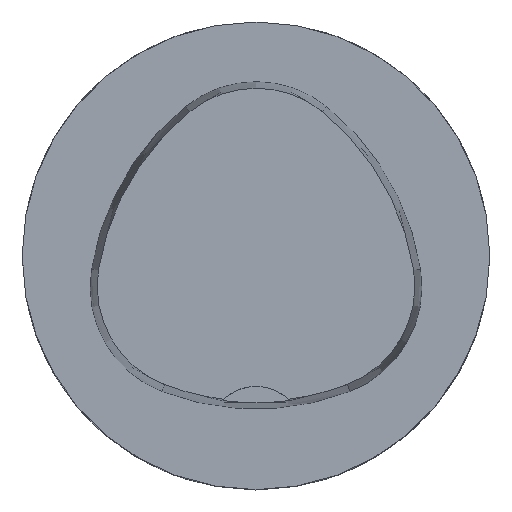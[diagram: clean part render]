
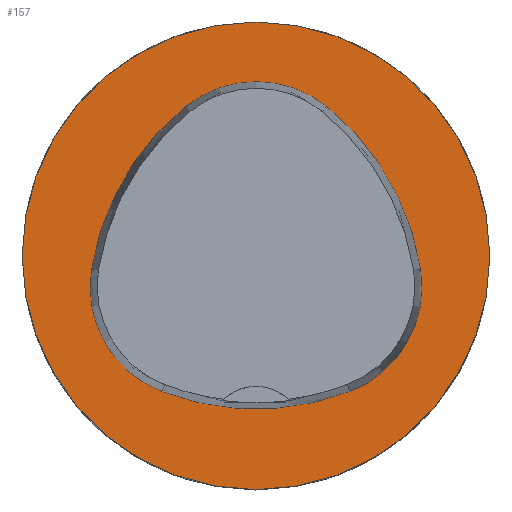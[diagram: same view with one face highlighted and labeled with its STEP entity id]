
A CAD part, top view. The second image highlights one B-rep face of the part: STEP entity #157.
In plain terms, the highlighted planar face has unit normal (0, 0, 1).
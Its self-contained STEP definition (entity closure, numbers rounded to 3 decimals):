
#36=PLANE('',#1062);
#157=ADVANCED_FACE('',(#249,#250),#36,.T.);
#213=CIRCLE('',#1034,25.);
#214=CIRCLE('',#1040,28.);
#216=CIRCLE('',#1043,12.);
#218=CIRCLE('',#1046,28.);
#220=CIRCLE('',#1049,12.);
#224=CIRCLE('',#1054,28.);
#226=CIRCLE('',#1057,12.);
#249=FACE_BOUND('',#274,.T.);
#250=FACE_BOUND('',#275,.T.);
#274=EDGE_LOOP('',(#405,#406,#407,#408,#409,#410));
#275=EDGE_LOOP('',(#411));
#405=ORIENTED_EDGE('',*,*,#751,.T.);
#406=ORIENTED_EDGE('',*,*,#731,.T.);
#407=ORIENTED_EDGE('',*,*,#735,.T.);
#408=ORIENTED_EDGE('',*,*,#738,.T.);
#409=ORIENTED_EDGE('',*,*,#741,.T.);
#410=ORIENTED_EDGE('',*,*,#749,.T.);
#411=ORIENTED_EDGE('',*,*,#722,.F.);
#630=VERTEX_POINT('',#1466);
#639=VERTEX_POINT('',#1485);
#640=VERTEX_POINT('',#1486);
#643=VERTEX_POINT('',#1494);
#645=VERTEX_POINT('',#1500);
#647=VERTEX_POINT('',#1506);
#654=VERTEX_POINT('',#1527);
#722=EDGE_CURVE('',#630,#630,#213,.T.);
#731=EDGE_CURVE('',#639,#640,#214,.T.);
#735=EDGE_CURVE('',#640,#643,#216,.T.);
#738=EDGE_CURVE('',#643,#645,#218,.T.);
#741=EDGE_CURVE('',#645,#647,#220,.T.);
#749=EDGE_CURVE('',#647,#654,#224,.T.);
#751=EDGE_CURVE('',#654,#639,#226,.T.);
#1034=AXIS2_PLACEMENT_3D('',#1465,#1165,#1166);
#1040=AXIS2_PLACEMENT_3D('',#1484,#1181,#1182);
#1043=AXIS2_PLACEMENT_3D('',#1493,#1189,#1190);
#1046=AXIS2_PLACEMENT_3D('',#1499,#1196,#1197);
#1049=AXIS2_PLACEMENT_3D('',#1505,#1203,#1204);
#1054=AXIS2_PLACEMENT_3D('',#1528,#1215,#1216);
#1057=AXIS2_PLACEMENT_3D('',#1531,#1221,#1222);
#1062=AXIS2_PLACEMENT_3D('',#1536,#1231,#1232);
#1165=DIRECTION('',(0.,0.,-1.));
#1166=DIRECTION('',(-1.,0.,0.));
#1181=DIRECTION('',(0.,0.,-1.));
#1182=DIRECTION('',(-1.,0.,0.));
#1189=DIRECTION('',(0.,0.,-1.));
#1190=DIRECTION('',(-1.,0.,0.));
#1196=DIRECTION('',(0.,0.,-1.));
#1197=DIRECTION('',(-1.,0.,0.));
#1203=DIRECTION('',(0.,0.,-1.));
#1204=DIRECTION('',(-1.,0.,0.));
#1215=DIRECTION('',(0.,0.,-1.));
#1216=DIRECTION('',(-1.,0.,0.));
#1221=DIRECTION('',(0.,0.,-1.));
#1222=DIRECTION('',(-1.,0.,0.));
#1231=DIRECTION('',(0.,0.,1.));
#1232=DIRECTION('',(1.,0.,0.));
#1465=CARTESIAN_POINT('',(0.,0.,0.));
#1466=CARTESIAN_POINT('',(-25.,0.,0.));
#1484=CARTESIAN_POINT('',(10.068,-5.824,0.));
#1485=CARTESIAN_POINT('',(-17.584,-1.424,0.));
#1486=CARTESIAN_POINT('',(-7.531,15.953,0.));
#1493=CARTESIAN_POINT('',(0.011,6.62,0.));
#1494=CARTESIAN_POINT('',(7.567,15.942,0.));
#1499=CARTESIAN_POINT('',(-10.063,-5.81,0.));
#1500=CARTESIAN_POINT('',(17.59,-1.418,0.));
#1505=CARTESIAN_POINT('',(5.739,-3.3,0.));
#1506=CARTESIAN_POINT('',(10.05,-14.499,0.));
#1527=CARTESIAN_POINT('',(-10.025,-14.516,0.));
#1528=CARTESIAN_POINT('',(-0.01,11.631,0.));
#1531=CARTESIAN_POINT('',(-5.733,-3.31,0.));
#1536=CARTESIAN_POINT('',(0.,0.,0.));
